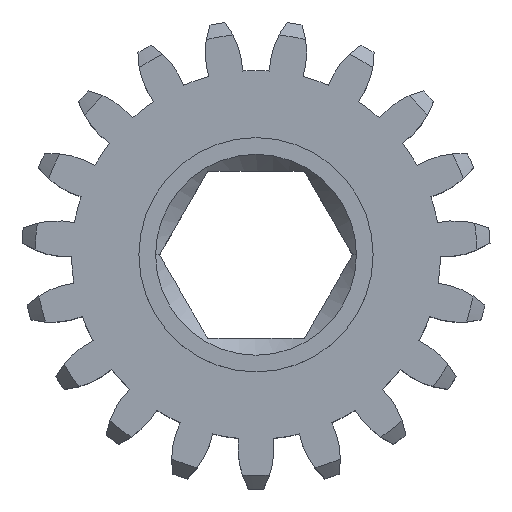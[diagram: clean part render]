
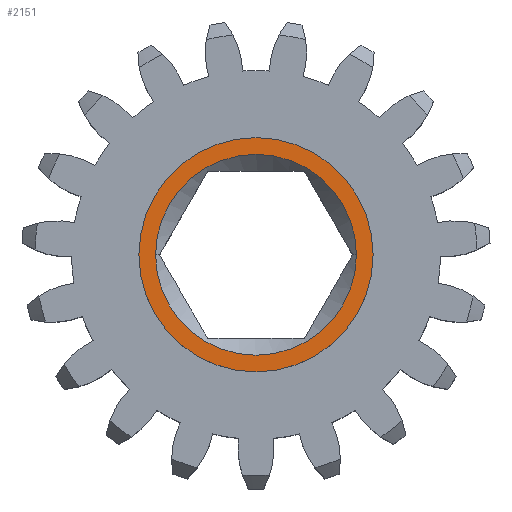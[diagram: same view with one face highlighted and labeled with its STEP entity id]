
A CAD part, top view. The second image highlights one B-rep face of the part: STEP entity #2151.
In plain terms, the highlighted planar face has unit normal (0, 0, 1).
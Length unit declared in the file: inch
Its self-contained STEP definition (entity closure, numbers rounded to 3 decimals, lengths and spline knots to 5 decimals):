
#23 = DIRECTION ( 'NONE',  ( 0., 0., 1. ) ) ;
#199 = DIRECTION ( 'NONE',  ( 0., 0., 1. ) ) ;
#269 = VERTEX_POINT ( 'NONE', #1353 ) ;
#390 = PLANE ( 'NONE',  #3075 ) ;
#527 = AXIS2_PLACEMENT_3D ( 'NONE', #3138, #3577, #1646 ) ;
#540 = EDGE_LOOP ( 'NONE', ( #4635, #4103 ) ) ;
#654 = CARTESIAN_POINT ( 'NONE',  ( 0., 0., 0.4375 ) ) ;
#1137 = DIRECTION ( 'NONE',  ( 1., 0., 0. ) ) ;
#1334 = ORIENTED_EDGE ( 'NONE', *, *, #1821, .F. ) ;
#1353 = CARTESIAN_POINT ( 'NONE',  ( 0.225, 0., 0.4375 ) ) ;
#1513 = VERTEX_POINT ( 'NONE', #2739 ) ;
#1532 = CARTESIAN_POINT ( 'NONE',  ( -0.225, 0., 0.4375 ) ) ;
#1646 = DIRECTION ( 'NONE',  ( 1., 0., 0. ) ) ;
#1821 = EDGE_CURVE ( 'NONE', #269, #2690, #4111, .T. ) ;
#2151 = ADVANCED_FACE ( 'NONE', ( #2228, #4012 ), #390, .T. ) ;
#2228 = FACE_BOUND ( 'NONE', #4001, .T. ) ;
#2374 = EDGE_CURVE ( 'NONE', #1513, #4171, #4475, .T. ) ;
#2394 = AXIS2_PLACEMENT_3D ( 'NONE', #3235, #199, #4673 ) ;
#2453 = EDGE_CURVE ( 'NONE', #2690, #269, #3474, .T. ) ;
#2690 = VERTEX_POINT ( 'NONE', #1532 ) ;
#2739 = CARTESIAN_POINT ( 'NONE',  ( -0.2625, 0., 0.4375 ) ) ;
#3014 = CIRCLE ( 'NONE', #4577, 0.2625 ) ;
#3075 = AXIS2_PLACEMENT_3D ( 'NONE', #4792, #4420, #1137 ) ;
#3138 = CARTESIAN_POINT ( 'NONE',  ( 0., 0., 0.4375 ) ) ;
#3233 = EDGE_CURVE ( 'NONE', #4171, #1513, #3014, .T. ) ;
#3235 = CARTESIAN_POINT ( 'NONE',  ( 0., 0., 0.4375 ) ) ;
#3265 = AXIS2_PLACEMENT_3D ( 'NONE', #654, #23, #4333 ) ;
#3275 = CARTESIAN_POINT ( 'NONE',  ( 0.2625, 0., 0.4375 ) ) ;
#3474 = CIRCLE ( 'NONE', #2394, 0.225 ) ;
#3577 = DIRECTION ( 'NONE',  ( 0., 0., 1. ) ) ;
#3948 = ORIENTED_EDGE ( 'NONE', *, *, #2453, .F. ) ;
#4001 = EDGE_LOOP ( 'NONE', ( #1334, #3948 ) ) ;
#4012 = FACE_OUTER_BOUND ( 'NONE', #540, .T. ) ;
#4103 = ORIENTED_EDGE ( 'NONE', *, *, #3233, .T. ) ;
#4111 = CIRCLE ( 'NONE', #3265, 0.225 ) ;
#4171 = VERTEX_POINT ( 'NONE', #3275 ) ;
#4214 = DIRECTION ( 'NONE',  ( 0., 0., 1. ) ) ;
#4307 = DIRECTION ( 'NONE',  ( 1., 0., 0. ) ) ;
#4333 = DIRECTION ( 'NONE',  ( 1., 0., 0. ) ) ;
#4420 = DIRECTION ( 'NONE',  ( 0., 0., 1. ) ) ;
#4475 = CIRCLE ( 'NONE', #527, 0.2625 ) ;
#4577 = AXIS2_PLACEMENT_3D ( 'NONE', #4615, #4214, #4307 ) ;
#4615 = CARTESIAN_POINT ( 'NONE',  ( 0., 0., 0.4375 ) ) ;
#4635 = ORIENTED_EDGE ( 'NONE', *, *, #2374, .T. ) ;
#4673 = DIRECTION ( 'NONE',  ( 1., 0., 0. ) ) ;
#4792 = CARTESIAN_POINT ( 'NONE',  ( 0., 0., 0.4375 ) ) ;
